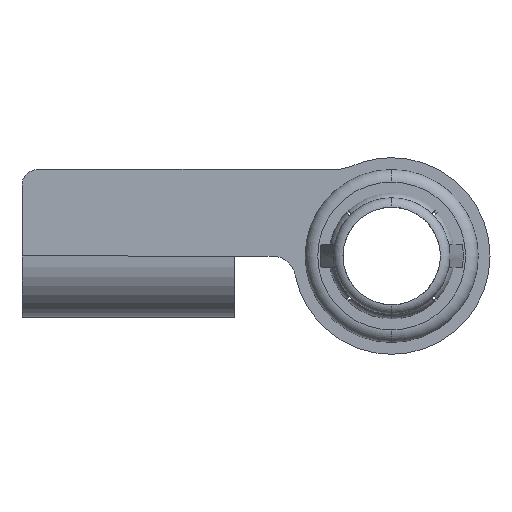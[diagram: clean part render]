
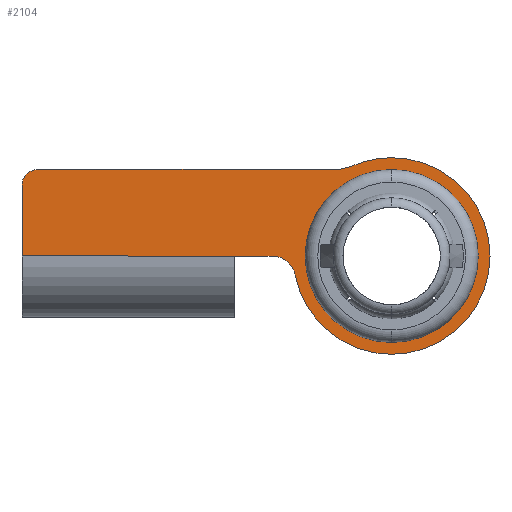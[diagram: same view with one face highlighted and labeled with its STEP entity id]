
A CAD part, front view. The second image highlights one B-rep face of the part: STEP entity #2104.
In plain terms, the highlighted planar face has unit normal (0, -1, 0).
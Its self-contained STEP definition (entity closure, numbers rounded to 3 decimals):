
#276 = VERTEX_POINT ( 'NONE', #1053 ) ;
#277 = VERTEX_POINT ( 'NONE', #1054 ) ;
#290 = VERTEX_POINT ( 'NONE', #1067 ) ;
#291 = VERTEX_POINT ( 'NONE', #1068 ) ;
#293 = VERTEX_POINT ( 'NONE', #1070 ) ;
#294 = VERTEX_POINT ( 'NONE', #1071 ) ;
#295 = VERTEX_POINT ( 'NONE', #1072 ) ;
#307 = VERTEX_POINT ( 'NONE', #1084 ) ;
#308 = VERTEX_POINT ( 'NONE', #1085 ) ;
#309 = VERTEX_POINT ( 'NONE', #1086 ) ;
#310 = VERTEX_POINT ( 'NONE', #1087 ) ;
#311 = VERTEX_POINT ( 'NONE', #1088 ) ;
#631 = ORIENTED_EDGE ( 'NONE', *, *, #1533, .F. ) ;
#632 = ORIENTED_EDGE ( 'NONE', *, *, #1624, .T. ) ;
#633 = ORIENTED_EDGE ( 'NONE', *, *, #1615, .T. ) ;
#634 = ORIENTED_EDGE ( 'NONE', *, *, #1637, .T. ) ;
#635 = ORIENTED_EDGE ( 'NONE', *, *, #1606, .F. ) ;
#636 = ORIENTED_EDGE ( 'NONE', *, *, #1532, .F. ) ;
#637 = ORIENTED_EDGE ( 'NONE', *, *, #1607, .F. ) ;
#638 = ORIENTED_EDGE ( 'NONE', *, *, #1620, .F. ) ;
#639 = ORIENTED_EDGE ( 'NONE', *, *, #1627, .F. ) ;
#640 = ORIENTED_EDGE ( 'NONE', *, *, #1621, .F. ) ;
#641 = ORIENTED_EDGE ( 'NONE', *, *, #1647, .F. ) ;
#643 = ORIENTED_EDGE ( 'NONE', *, *, #1528, .F. ) ;
#1053 = CARTESIAN_POINT ( 'NONE',  ( 0., 1.6, -5.5 ) ) ;
#1054 = CARTESIAN_POINT ( 'NONE',  ( 0., 1.6, 5.5 ) ) ;
#1067 = CARTESIAN_POINT ( 'NONE',  ( 0., 1.6, 6.25 ) ) ;
#1068 = CARTESIAN_POINT ( 'NONE',  ( 0., 1.6, -6.25 ) ) ;
#1070 = CARTESIAN_POINT ( 'NONE',  ( -6.132, 1.6, -1.21 ) ) ;
#1071 = CARTESIAN_POINT ( 'NONE',  ( -7.603, 1.6, 0. ) ) ;
#1072 = CARTESIAN_POINT ( 'NONE',  ( -10., 1.6, 0. ) ) ;
#1084 = CARTESIAN_POINT ( 'NONE',  ( -2.465, 1.6, 5.743 ) ) ;
#1085 = CARTESIAN_POINT ( 'NONE',  ( -3.649, 1.6, 5.5 ) ) ;
#1086 = CARTESIAN_POINT ( 'NONE',  ( -22.5, 1.6, 5.5 ) ) ;
#1087 = CARTESIAN_POINT ( 'NONE',  ( -23.5, 1.6, 4.5 ) ) ;
#1088 = CARTESIAN_POINT ( 'NONE',  ( -23.5, 1.6, 0. ) ) ;
#1195 = EDGE_LOOP ( 'NONE', ( #632, #633, #634, #631, #636, #635, #637, #638, #639, #640 ) ) ;
#1244 = AXIS2_PLACEMENT_3D ( 'NONE', #3597, #3601, #3602 ) ;
#1248 = AXIS2_PLACEMENT_3D ( 'NONE', #3609, #3613, #3614 ) ;
#1249 = VECTOR ( 'NONE', #3612, 1000. ) ;
#1358 = AXIS2_PLACEMENT_3D ( 'NONE', #3937, #3938, #3939 ) ;
#1368 = AXIS2_PLACEMENT_3D ( 'NONE', #3901, #3908, #3909 ) ;
#1375 = VECTOR ( 'NONE', #3880, 1000. ) ;
#1382 = VECTOR ( 'NONE', #3859, 1000. ) ;
#1383 = AXIS2_PLACEMENT_3D ( 'NONE', #3856, #3860, #3861 ) ;
#1386 = AXIS2_PLACEMENT_3D ( 'NONE', #3868, #3869, #3870 ) ;
#1396 = VECTOR ( 'NONE', #3820, 1000. ) ;
#1397 = AXIS2_PLACEMENT_3D ( 'NONE', #3814, #3815, #3816 ) ;
#1404 = AXIS2_PLACEMENT_3D ( 'NONE', #3841, #3842, #3843 ) ;
#1506 = CIRCLE ( 'NONE', #1368, 6.25 ) ;
#1528 = EDGE_CURVE ( 'NONE', #276, #277, #1752, .T. ) ;
#1532 = EDGE_CURVE ( 'NONE', #309, #308, #3610, .T. ) ;
#1533 = EDGE_CURVE ( 'NONE', #308, #307, #1754, .T. ) ;
#1606 = EDGE_CURVE ( 'NONE', #310, #309, #1706, .T. ) ;
#1607 = EDGE_CURVE ( 'NONE', #311, #310, #3818, .T. ) ;
#1615 = EDGE_CURVE ( 'NONE', #291, #290, #1758, .T. ) ;
#1620 = EDGE_CURVE ( 'NONE', #295, #311, #3857, .T. ) ;
#1621 = EDGE_CURVE ( 'NONE', #293, #294, #1766, .T. ) ;
#1624 = EDGE_CURVE ( 'NONE', #293, #291, #1773, .T. ) ;
#1627 = EDGE_CURVE ( 'NONE', #294, #295, #3878, .T. ) ;
#1637 = EDGE_CURVE ( 'NONE', #290, #307, #1506, .T. ) ;
#1647 = EDGE_CURVE ( 'NONE', #277, #276, #1821, .T. ) ;
#1706 = CIRCLE ( 'NONE', #1397, 1. ) ;
#1752 = CIRCLE ( 'NONE', #1244, 5.5 ) ;
#1754 = CIRCLE ( 'NONE', #1248, 3. ) ;
#1758 = CIRCLE ( 'NONE', #1404, 6.25 ) ;
#1766 = CIRCLE ( 'NONE', #1383, 1.5 ) ;
#1773 = CIRCLE ( 'NONE', #1386, 6.25 ) ;
#1821 = CIRCLE ( 'NONE', #1358, 5.5 ) ;
#1962 = EDGE_LOOP ( 'NONE', ( #643, #641 ) ) ;
#2104 = ADVANCED_FACE ( 'NONE', ( #2430, #2431 ), #4462, .T. ) ;
#2430 = FACE_OUTER_BOUND ( 'NONE', #1195, .T. ) ;
#2431 = FACE_BOUND ( 'NONE', #1962, .T. ) ;
#2433 = AXIS2_PLACEMENT_3D ( 'NONE', #4463, #4464, #4465 ) ;
#3597 = CARTESIAN_POINT ( 'NONE',  ( 0., 1.6, 0. ) ) ;
#3601 = DIRECTION ( 'NONE',  ( 0., -1., 0. ) ) ;
#3602 = DIRECTION ( 'NONE',  ( 0., 0., -1. ) ) ;
#3609 = CARTESIAN_POINT ( 'NONE',  ( -3.649, 1.6, 8.5 ) ) ;
#3610 = LINE ( 'NONE', #3611, #1249 ) ;
#3611 = CARTESIAN_POINT ( 'NONE',  ( -22.5, 1.6, 5.5 ) ) ;
#3612 = DIRECTION ( 'NONE',  ( 1., 0., 0. ) ) ;
#3613 = DIRECTION ( 'NONE',  ( 0., -1., 0. ) ) ;
#3614 = DIRECTION ( 'NONE',  ( 0., 0., -1. ) ) ;
#3814 = CARTESIAN_POINT ( 'NONE',  ( -22.5, 1.6, 4.5 ) ) ;
#3815 = DIRECTION ( 'NONE',  ( 0., 1., 0. ) ) ;
#3816 = DIRECTION ( 'NONE',  ( 0., 0., 1. ) ) ;
#3818 = LINE ( 'NONE', #3819, #1396 ) ;
#3819 = CARTESIAN_POINT ( 'NONE',  ( -23.5, 1.6, 0. ) ) ;
#3820 = DIRECTION ( 'NONE',  ( 0., 0., 1. ) ) ;
#3841 = CARTESIAN_POINT ( 'NONE',  ( 0., 1.6, 0. ) ) ;
#3842 = DIRECTION ( 'NONE',  ( 0., -1., 0. ) ) ;
#3843 = DIRECTION ( 'NONE',  ( 0., 0., -1. ) ) ;
#3856 = CARTESIAN_POINT ( 'NONE',  ( -7.603, 1.6, -1.5 ) ) ;
#3857 = LINE ( 'NONE', #3858, #1382 ) ;
#3858 = CARTESIAN_POINT ( 'NONE',  ( -10., 1.6, 0. ) ) ;
#3859 = DIRECTION ( 'NONE',  ( -1., 0., 0. ) ) ;
#3860 = DIRECTION ( 'NONE',  ( 0., -1., 0. ) ) ;
#3861 = DIRECTION ( 'NONE',  ( 0., 0., 1. ) ) ;
#3868 = CARTESIAN_POINT ( 'NONE',  ( 0., 1.6, 0. ) ) ;
#3869 = DIRECTION ( 'NONE',  ( 0., -1., 0. ) ) ;
#3870 = DIRECTION ( 'NONE',  ( 0., 0., -1. ) ) ;
#3878 = LINE ( 'NONE', #3879, #1375 ) ;
#3879 = CARTESIAN_POINT ( 'NONE',  ( -7.603, 1.6, 0. ) ) ;
#3880 = DIRECTION ( 'NONE',  ( -1., 0., 0. ) ) ;
#3901 = CARTESIAN_POINT ( 'NONE',  ( 0., 1.6, 0. ) ) ;
#3908 = DIRECTION ( 'NONE',  ( 0., -1., 0. ) ) ;
#3909 = DIRECTION ( 'NONE',  ( 0., 0., -1. ) ) ;
#3937 = CARTESIAN_POINT ( 'NONE',  ( 0., 1.6, 0. ) ) ;
#3938 = DIRECTION ( 'NONE',  ( 0., -1., 0. ) ) ;
#3939 = DIRECTION ( 'NONE',  ( 0., 0., -1. ) ) ;
#4462 = PLANE ( 'NONE',  #2433 ) ;
#4463 = CARTESIAN_POINT ( 'NONE',  ( 5.5, 1.6, 0. ) ) ;
#4464 = DIRECTION ( 'NONE',  ( 0., -1., 0. ) ) ;
#4465 = DIRECTION ( 'NONE',  ( 0., 0., -1. ) ) ;
